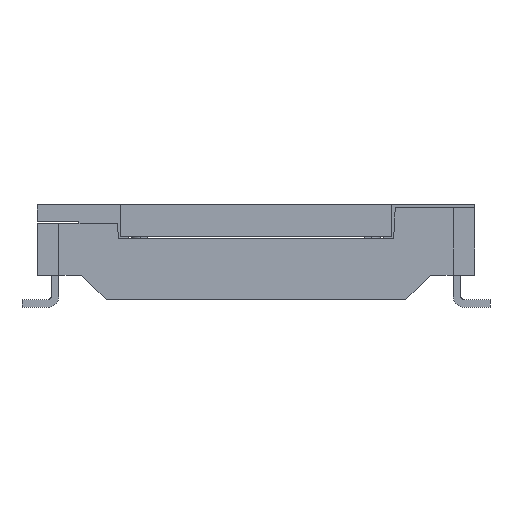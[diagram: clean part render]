
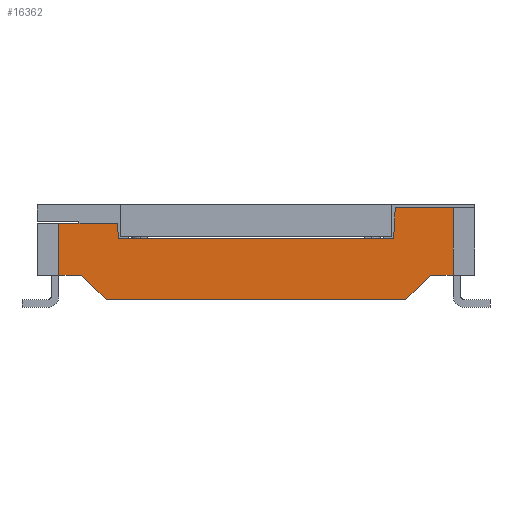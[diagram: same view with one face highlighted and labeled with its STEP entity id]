
A CAD part, left-side view. The second image highlights one B-rep face of the part: STEP entity #16362.
In plain terms, the highlighted planar face has unit normal (-1, 0, 0).
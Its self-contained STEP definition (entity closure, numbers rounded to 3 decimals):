
#975=ORIENTED_EDGE('',*,*,#4557,.T.);
#976=ORIENTED_EDGE('',*,*,#4558,.T.);
#977=ORIENTED_EDGE('',*,*,#4559,.T.);
#978=ORIENTED_EDGE('',*,*,#4560,.T.);
#979=ORIENTED_EDGE('',*,*,#4561,.T.);
#980=ORIENTED_EDGE('',*,*,#4562,.T.);
#981=ORIENTED_EDGE('',*,*,#4563,.T.);
#982=ORIENTED_EDGE('',*,*,#4564,.T.);
#983=ORIENTED_EDGE('',*,*,#4565,.T.);
#984=ORIENTED_EDGE('',*,*,#4566,.T.);
#985=ORIENTED_EDGE('',*,*,#4567,.T.);
#986=ORIENTED_EDGE('',*,*,#4568,.T.);
#4557=EDGE_CURVE('',#6348,#6349,#7509,.T.);
#4558=EDGE_CURVE('',#6349,#6350,#7510,.T.);
#4559=EDGE_CURVE('',#6350,#6351,#7511,.T.);
#4560=EDGE_CURVE('',#6351,#6352,#7512,.T.);
#4561=EDGE_CURVE('',#6352,#6353,#7513,.T.);
#4562=EDGE_CURVE('',#6353,#6354,#7514,.T.);
#4563=EDGE_CURVE('',#6354,#6355,#7515,.T.);
#4564=EDGE_CURVE('',#6355,#6356,#7516,.T.);
#4565=EDGE_CURVE('',#6356,#6357,#7517,.T.);
#4566=EDGE_CURVE('',#6357,#6358,#7518,.T.);
#4567=EDGE_CURVE('',#6358,#6359,#7519,.T.);
#4568=EDGE_CURVE('',#6359,#6348,#7520,.T.);
#6348=VERTEX_POINT('',#20856);
#6349=VERTEX_POINT('',#20857);
#6350=VERTEX_POINT('',#20859);
#6351=VERTEX_POINT('',#20861);
#6352=VERTEX_POINT('',#20863);
#6353=VERTEX_POINT('',#20865);
#6354=VERTEX_POINT('',#20867);
#6355=VERTEX_POINT('',#20869);
#6356=VERTEX_POINT('',#20871);
#6357=VERTEX_POINT('',#20873);
#6358=VERTEX_POINT('',#20875);
#6359=VERTEX_POINT('',#20877);
#7509=LINE('',#20855,#8604);
#7510=LINE('',#20858,#8605);
#7511=LINE('',#20860,#8606);
#7512=LINE('',#20862,#8607);
#7513=LINE('',#20864,#8608);
#7514=LINE('',#20866,#8609);
#7515=LINE('',#20868,#8610);
#7516=LINE('',#20870,#8611);
#7517=LINE('',#20872,#8612);
#7518=LINE('',#20874,#8613);
#7519=LINE('',#20876,#8614);
#7520=LINE('',#20878,#8615);
#8604=VECTOR('',#17958,1000.);
#8605=VECTOR('',#17959,1000.);
#8606=VECTOR('',#17960,1000.);
#8607=VECTOR('',#17961,1000.);
#8608=VECTOR('',#17962,1000.);
#8609=VECTOR('',#17963,1000.);
#8610=VECTOR('',#17964,1000.);
#8611=VECTOR('',#17965,1000.);
#8612=VECTOR('',#17966,1000.);
#8613=VECTOR('',#17967,1000.);
#8614=VECTOR('',#17968,1000.);
#8615=VECTOR('',#17969,1000.);
#9699=EDGE_LOOP('',(#975,#976,#977,#978,#979,#980,#981,#982,#983,#984,#985,
#986));
#10433=FACE_BOUND('',#9699,.T.);
#11167=PLANE('',#17053);
#16362=ADVANCED_FACE('',(#10433),#11167,.F.);
#17053=AXIS2_PLACEMENT_3D('',#20854,#17956,#17957);
#17956=DIRECTION('',(1.,0.,0.));
#17957=DIRECTION('',(0.,0.,-1.));
#17958=DIRECTION('',(0.,1.,0.));
#17959=DIRECTION('',(0.,0.052,-0.999));
#17960=DIRECTION('',(0.,1.,0.));
#17961=DIRECTION('',(0.,0.052,0.999));
#17962=DIRECTION('',(0.,1.,0.));
#17963=DIRECTION('',(0.,0.,-1.));
#17964=DIRECTION('',(0.,-1.,0.));
#17965=DIRECTION('',(0.,-0.707,-0.707));
#17966=DIRECTION('',(0.,-1.,0.));
#17967=DIRECTION('',(0.,-0.707,0.707));
#17968=DIRECTION('',(0.,-1.,0.));
#17969=DIRECTION('',(0.,0.,1.));
#20854=CARTESIAN_POINT('',(-4.75,0.,0.));
#20855=CARTESIAN_POINT('',(-4.75,-6.45,3.25));
#20856=CARTESIAN_POINT('',(-4.75,-6.45,3.25));
#20857=CARTESIAN_POINT('',(-4.75,-4.552,3.25));
#20858=CARTESIAN_POINT('',(-4.75,-4.552,3.25));
#20859=CARTESIAN_POINT('',(-4.75,-4.5,2.25));
#20860=CARTESIAN_POINT('',(-4.75,-4.5,2.25));
#20861=CARTESIAN_POINT('',(-4.75,4.5,2.25));
#20862=CARTESIAN_POINT('',(-4.75,4.5,2.25));
#20863=CARTESIAN_POINT('',(-4.75,4.526,2.75));
#20864=CARTESIAN_POINT('',(-4.75,4.526,2.75));
#20865=CARTESIAN_POINT('',(-4.75,6.45,2.75));
#20866=CARTESIAN_POINT('',(-4.75,6.45,1.05));
#20867=CARTESIAN_POINT('',(-4.75,6.45,1.05));
#20868=CARTESIAN_POINT('',(-4.75,6.45,1.05));
#20869=CARTESIAN_POINT('',(-4.75,5.7,1.05));
#20870=CARTESIAN_POINT('',(-4.75,5.7,1.05));
#20871=CARTESIAN_POINT('',(-4.75,4.9,0.25));
#20872=CARTESIAN_POINT('',(-4.75,4.9,0.25));
#20873=CARTESIAN_POINT('',(-4.75,-4.9,0.25));
#20874=CARTESIAN_POINT('',(-4.75,-4.9,0.25));
#20875=CARTESIAN_POINT('',(-4.75,-5.7,1.05));
#20876=CARTESIAN_POINT('',(-4.75,-5.7,1.05));
#20877=CARTESIAN_POINT('',(-4.75,-6.45,1.05));
#20878=CARTESIAN_POINT('',(-4.75,-6.45,1.05));
